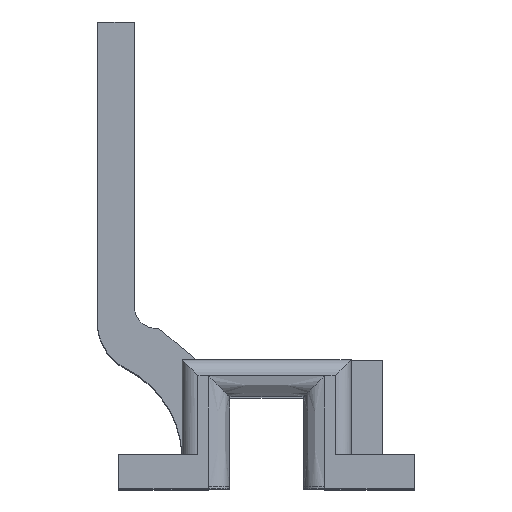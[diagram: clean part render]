
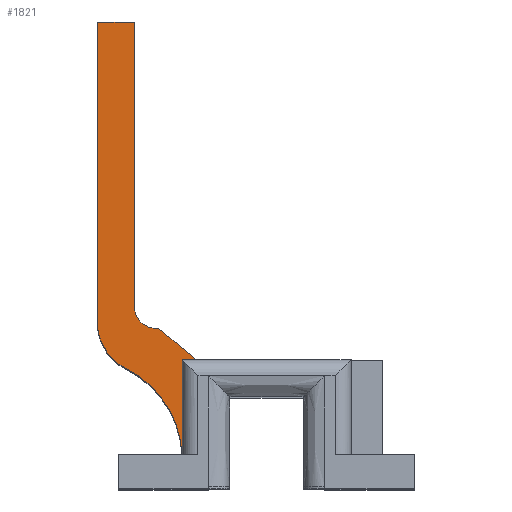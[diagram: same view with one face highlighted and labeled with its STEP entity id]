
A CAD part, top view. The second image highlights one B-rep face of the part: STEP entity #1821.
In plain terms, the highlighted planar face has unit normal (0, 0, 1).
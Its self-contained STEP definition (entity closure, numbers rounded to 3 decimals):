
#80=PLANE('',#1942);
#153=FACE_OUTER_BOUND('',#255,.T.);
#255=EDGE_LOOP('',(#1359,#1360,#1361,#1362,#1363,#1364,#1365,#1366,#1367,
#1368));
#352=LINE('',#2533,#566);
#400=LINE('',#2759,#614);
#402=LINE('',#2762,#616);
#403=LINE('',#2765,#617);
#405=LINE('',#2769,#619);
#407=LINE('',#2773,#621);
#408=LINE('',#2774,#622);
#566=VECTOR('',#2069,10.);
#614=VECTOR('',#2153,10.);
#616=VECTOR('',#2157,10.);
#617=VECTOR('',#2160,10.);
#619=VECTOR('',#2164,10.);
#621=VECTOR('',#2168,10.);
#622=VECTOR('',#2169,10.);
#768=CIRCLE('',#1912,5.);
#770=CIRCLE('',#1915,9.596);
#772=CIRCLE('',#1919,2.);
#801=VERTEX_POINT('',#2497);
#802=VERTEX_POINT('',#2499);
#804=VERTEX_POINT('',#2505);
#812=VERTEX_POINT('',#2525);
#813=VERTEX_POINT('',#2527);
#814=VERTEX_POINT('',#2531);
#862=VERTEX_POINT('',#2758);
#863=VERTEX_POINT('',#2764);
#864=VERTEX_POINT('',#2768);
#865=VERTEX_POINT('',#2772);
#977=EDGE_CURVE('',#801,#802,#768,.T.);
#981=EDGE_CURVE('',#801,#804,#770,.T.);
#991=EDGE_CURVE('',#812,#813,#772,.T.);
#994=EDGE_CURVE('',#812,#814,#352,.T.);
#1052=EDGE_CURVE('',#862,#802,#400,.T.);
#1054=EDGE_CURVE('',#814,#862,#402,.T.);
#1055=EDGE_CURVE('',#863,#813,#403,.T.);
#1057=EDGE_CURVE('',#864,#863,#405,.T.);
#1059=EDGE_CURVE('',#865,#804,#407,.T.);
#1060=EDGE_CURVE('',#864,#865,#408,.T.);
#1359=ORIENTED_EDGE('',*,*,#977,.F.);
#1360=ORIENTED_EDGE('',*,*,#981,.T.);
#1361=ORIENTED_EDGE('',*,*,#1059,.F.);
#1362=ORIENTED_EDGE('',*,*,#1060,.F.);
#1363=ORIENTED_EDGE('',*,*,#1057,.T.);
#1364=ORIENTED_EDGE('',*,*,#1055,.T.);
#1365=ORIENTED_EDGE('',*,*,#991,.F.);
#1366=ORIENTED_EDGE('',*,*,#994,.T.);
#1367=ORIENTED_EDGE('',*,*,#1054,.T.);
#1368=ORIENTED_EDGE('',*,*,#1052,.T.);
#1821=ADVANCED_FACE('',(#153),#80,.T.);
#1912=AXIS2_PLACEMENT_3D('',#2500,#2039,#2040);
#1915=AXIS2_PLACEMENT_3D('',#2507,#2047,#2048);
#1919=AXIS2_PLACEMENT_3D('',#2528,#2063,#2064);
#1942=AXIS2_PLACEMENT_3D('',#2771,#2166,#2167);
#2039=DIRECTION('center_axis',(0.,0.,-1.));
#2040=DIRECTION('ref_axis',(-0.448,-0.894,0.));
#2047=DIRECTION('center_axis',(0.,0.,-1.));
#2048=DIRECTION('ref_axis',(0.999,0.041,0.));
#2063=DIRECTION('center_axis',(0.,0.,1.));
#2064=DIRECTION('ref_axis',(-0.707,-0.707,0.));
#2069=DIRECTION('',(0.,1.,0.));
#2153=DIRECTION('',(0.,-1.,0.));
#2157=DIRECTION('',(-1.,0.,0.));
#2160=DIRECTION('',(-1.,0.,0.));
#2164=DIRECTION('',(-0.763,0.646,0.));
#2166=DIRECTION('center_axis',(0.,0.,1.));
#2167=DIRECTION('ref_axis',(-1.,0.,0.));
#2168=DIRECTION('',(0.,-1.,0.));
#2169=DIRECTION('',(-1.,0.,0.));
#2497=CARTESIAN_POINT('',(-13.285,13.181,60.2));
#2499=CARTESIAN_POINT('',(-16.,17.,60.2));
#2500=CARTESIAN_POINT('Origin',(-11.043,17.651,60.2));
#2505=CARTESIAN_POINT('',(-8.,5.001,60.2));
#2507=CARTESIAN_POINT('Origin',(-17.588,4.604,60.2));
#2525=CARTESIAN_POINT('',(-12.5,19.,60.2));
#2527=CARTESIAN_POINT('',(-10.5,17.,60.2));
#2528=CARTESIAN_POINT('Origin',(-10.5,19.,60.2));
#2531=CARTESIAN_POINT('',(-12.5,46.,60.2));
#2533=CARTESIAN_POINT('',(-12.5,46.,60.2));
#2758=CARTESIAN_POINT('',(-16.,46.,60.2));
#2759=CARTESIAN_POINT('',(-16.,17.,60.2));
#2762=CARTESIAN_POINT('',(-16.,46.,60.2));
#2764=CARTESIAN_POINT('',(-10.199,17.,60.2));
#2765=CARTESIAN_POINT('',(-10.199,17.,60.2));
#2768=CARTESIAN_POINT('',(-6.654,14.,60.2));
#2769=CARTESIAN_POINT('',(-10.199,17.,60.2));
#2771=CARTESIAN_POINT('Origin',(-8.427,15.5,60.2));
#2772=CARTESIAN_POINT('',(-8.,14.,60.2));
#2773=CARTESIAN_POINT('',(-8.,7.75,60.2));
#2774=CARTESIAN_POINT('',(3.787,14.,60.2));
